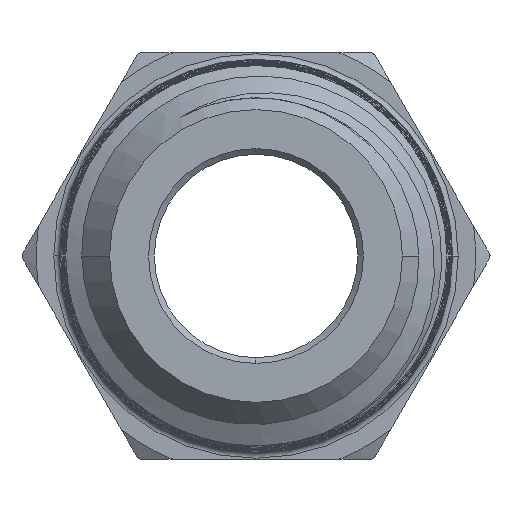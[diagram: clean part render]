
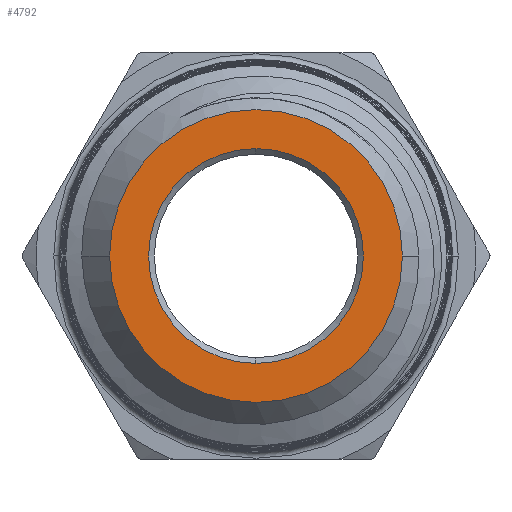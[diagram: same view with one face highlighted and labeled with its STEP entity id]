
A CAD part, left-side view. The second image highlights one B-rep face of the part: STEP entity #4792.
In plain terms, the highlighted planar face has unit normal (-1, 0, 0).
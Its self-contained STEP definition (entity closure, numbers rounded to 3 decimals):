
#1153=CARTESIAN_POINT('',(-14.2,0.,0.));
#1154=DIRECTION('',(1.,0.,0.));
#1155=DIRECTION('',(0.,-1.,0.));
#1156=AXIS2_PLACEMENT_3D('',#1153,#1154,#1155);
#1158=CARTESIAN_POINT('',(-14.2,0.,0.));
#1159=DIRECTION('',(1.,0.,0.));
#1160=DIRECTION('',(0.,1.,0.));
#1161=AXIS2_PLACEMENT_3D('',#1158,#1159,#1160);
#1163=CARTESIAN_POINT('',(-14.2,0.,0.));
#1164=DIRECTION('',(1.,0.,0.));
#1165=DIRECTION('',(0.,0.,1.));
#1166=AXIS2_PLACEMENT_3D('',#1163,#1164,#1165);
#1168=CARTESIAN_POINT('',(-14.2,0.,0.));
#1169=DIRECTION('',(1.,0.,0.));
#1170=DIRECTION('',(0.,0.,-1.));
#1171=AXIS2_PLACEMENT_3D('',#1168,#1169,#1170);
#3335=CARTESIAN_POINT('',(-14.2,-5.108,0.));
#3336=CARTESIAN_POINT('',(-14.2,5.108,0.));
#3337=VERTEX_POINT('',#3335);
#3338=VERTEX_POINT('',#3336);
#3345=CARTESIAN_POINT('',(-14.2,0.,3.75));
#3346=CARTESIAN_POINT('',(-14.2,0.,-3.75));
#3347=VERTEX_POINT('',#3345);
#3348=VERTEX_POINT('',#3346);
#4776=CARTESIAN_POINT('',(-14.2,0.,0.));
#4777=DIRECTION('',(1.,0.,0.));
#4778=DIRECTION('',(0.,-1.,0.));
#4779=AXIS2_PLACEMENT_3D('',#4776,#4777,#4778);
#4780=PLANE('',#4779);
#4781=ORIENTED_EDGE('',*,*,#4766,.T.);
#4783=ORIENTED_EDGE('',*,*,#4782,.T.);
#4784=EDGE_LOOP('',(#4781,#4783));
#4785=FACE_OUTER_BOUND('',#4784,.F.);
#4787=ORIENTED_EDGE('',*,*,#4786,.F.);
#4789=ORIENTED_EDGE('',*,*,#4788,.F.);
#4790=EDGE_LOOP('',(#4787,#4789));
#4791=FACE_BOUND('',#4790,.F.);
#1157=CIRCLE('',#1156,5.108);
#1162=CIRCLE('',#1161,5.108);
#1167=CIRCLE('',#1166,3.75);
#1172=CIRCLE('',#1171,3.75);
#4766=EDGE_CURVE('',#3337,#3338,#1157,.T.);
#4782=EDGE_CURVE('',#3338,#3337,#1162,.T.);
#4786=EDGE_CURVE('',#3347,#3348,#1167,.T.);
#4788=EDGE_CURVE('',#3348,#3347,#1172,.T.);
#4792=ADVANCED_FACE('',(#4785,#4791),#4780,.F.);
